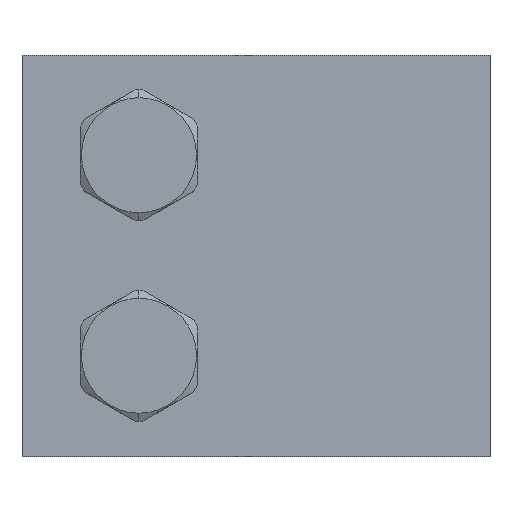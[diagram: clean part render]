
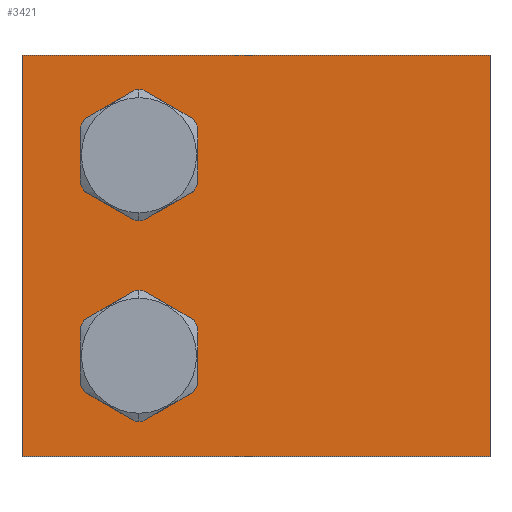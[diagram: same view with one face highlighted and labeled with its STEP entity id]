
A CAD part, top view. The second image highlights one B-rep face of the part: STEP entity #3421.
In plain terms, the highlighted planar face has unit normal (0, 0, 1).
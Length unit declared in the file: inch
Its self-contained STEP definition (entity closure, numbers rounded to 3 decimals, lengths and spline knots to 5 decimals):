
#143=DIRECTION('',(0.,-1.,0.));
#144=VECTOR('',#143,3.);
#145=CARTESIAN_POINT('',(0.,0.,3.));
#146=LINE('',#145,#144);
#147=DIRECTION('',(-1.,0.,0.));
#148=VECTOR('',#147,3.5);
#149=CARTESIAN_POINT('',(3.5,0.,3.));
#150=LINE('',#149,#148);
#151=DIRECTION('',(0.,1.,0.));
#152=VECTOR('',#151,3.);
#153=CARTESIAN_POINT('',(3.5,-3.,3.));
#154=LINE('',#153,#152);
#155=DIRECTION('',(1.,0.,0.));
#156=VECTOR('',#155,3.5);
#157=CARTESIAN_POINT('',(0.,-3.,3.));
#158=LINE('',#157,#156);
#159=CARTESIAN_POINT('',(0.875,-0.75,3.));
#160=DIRECTION('',(0.,0.,-1.));
#161=DIRECTION('',(-1.,0.,0.));
#162=AXIS2_PLACEMENT_3D('',#159,#160,#161);
#164=CARTESIAN_POINT('',(0.875,-0.75,3.));
#165=DIRECTION('',(0.,0.,-1.));
#166=DIRECTION('',(1.,0.,0.));
#167=AXIS2_PLACEMENT_3D('',#164,#165,#166);
#169=CARTESIAN_POINT('',(0.875,-2.25,3.));
#170=DIRECTION('',(0.,0.,-1.));
#171=DIRECTION('',(-1.,0.,0.));
#172=AXIS2_PLACEMENT_3D('',#169,#170,#171);
#174=CARTESIAN_POINT('',(0.875,-2.25,3.));
#175=DIRECTION('',(0.,0.,-1.));
#176=DIRECTION('',(1.,0.,0.));
#177=AXIS2_PLACEMENT_3D('',#174,#175,#176);
#2846=CARTESIAN_POINT('',(0.,0.,3.));
#2847=CARTESIAN_POINT('',(0.,-3.,3.));
#2848=VERTEX_POINT('',#2846);
#2849=VERTEX_POINT('',#2847);
#2850=CARTESIAN_POINT('',(3.5,-3.,3.));
#2851=VERTEX_POINT('',#2850);
#2852=CARTESIAN_POINT('',(3.5,0.,3.));
#2853=VERTEX_POINT('',#2852);
#2894=CARTESIAN_POINT('',(0.4445,-0.75,3.));
#2895=CARTESIAN_POINT('',(1.3055,-0.75,3.));
#2896=VERTEX_POINT('',#2894);
#2897=VERTEX_POINT('',#2895);
#2942=CARTESIAN_POINT('',(0.4445,-2.25,3.));
#2943=CARTESIAN_POINT('',(1.3055,-2.25,3.));
#2944=VERTEX_POINT('',#2942);
#2945=VERTEX_POINT('',#2943);
#3398=CARTESIAN_POINT('',(0.,0.,3.));
#3399=DIRECTION('',(0.,0.,1.));
#3400=DIRECTION('',(1.,0.,0.));
#3401=AXIS2_PLACEMENT_3D('',#3398,#3399,#3400);
#3402=PLANE('',#3401);
#3403=ORIENTED_EDGE('',*,*,#3290,.F.);
#3404=ORIENTED_EDGE('',*,*,#3317,.F.);
#3405=ORIENTED_EDGE('',*,*,#3343,.F.);
#3406=ORIENTED_EDGE('',*,*,#3380,.F.);
#3407=EDGE_LOOP('',(#3403,#3404,#3405,#3406));
#3408=FACE_OUTER_BOUND('',#3407,.F.);
#3410=ORIENTED_EDGE('',*,*,#3409,.F.);
#3412=ORIENTED_EDGE('',*,*,#3411,.F.);
#3413=EDGE_LOOP('',(#3410,#3412));
#3414=FACE_BOUND('',#3413,.F.);
#3416=ORIENTED_EDGE('',*,*,#3415,.F.);
#3418=ORIENTED_EDGE('',*,*,#3417,.F.);
#3419=EDGE_LOOP('',(#3416,#3418));
#3420=FACE_BOUND('',#3419,.F.);
#3421=ADVANCED_FACE('',(#3408,#3414,#3420),#3402,.T.);
#163=CIRCLE('',#162,0.4305);
#168=CIRCLE('',#167,0.4305);
#173=CIRCLE('',#172,0.4305);
#178=CIRCLE('',#177,0.4305);
#3290=EDGE_CURVE('',#2848,#2849,#146,.T.);
#3317=EDGE_CURVE('',#2853,#2848,#150,.T.);
#3343=EDGE_CURVE('',#2851,#2853,#154,.T.);
#3380=EDGE_CURVE('',#2849,#2851,#158,.T.);
#3409=EDGE_CURVE('',#2896,#2897,#163,.T.);
#3411=EDGE_CURVE('',#2897,#2896,#168,.T.);
#3415=EDGE_CURVE('',#2944,#2945,#173,.T.);
#3417=EDGE_CURVE('',#2945,#2944,#178,.T.);
